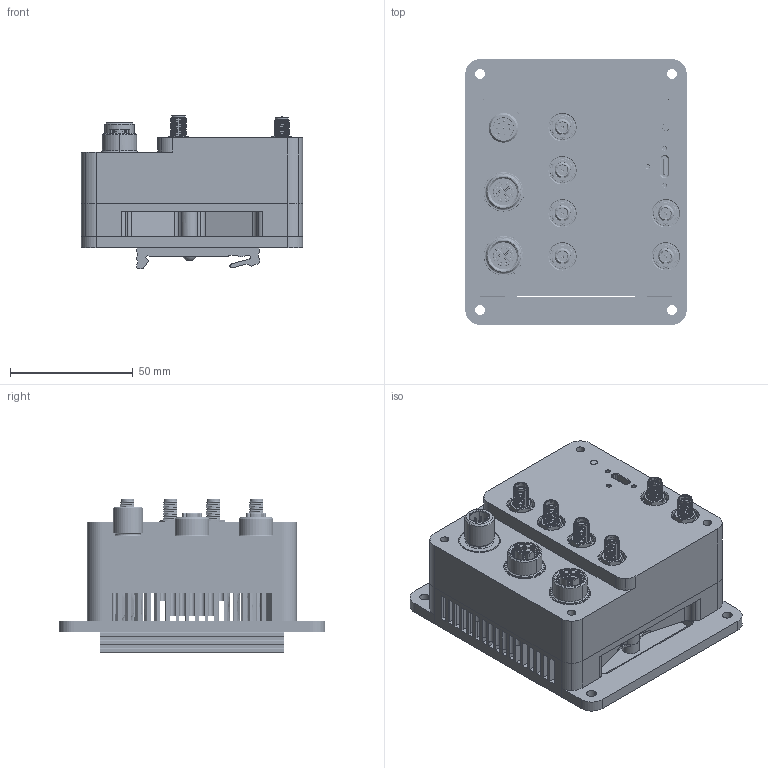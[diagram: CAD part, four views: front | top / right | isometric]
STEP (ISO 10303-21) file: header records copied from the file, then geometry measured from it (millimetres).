
FILE_DESCRIPTION(('STEP AP214'),'1');
FILE_NAME('Simplified Model r3.0.stp','2025-06-03T19:51:06',(' '),(' '),'Spatial InterOp 3D',' ',' ');
FILE_SCHEMA(('AUTOMOTIVE_DESIGN { 1 0 10303 214 1 1 1 1 }'));
Length unit declared in the file: millimetre
Products named in the file (12): Simplified Model r3.0; Wall Mount Heatsink; DIN Rail Mount Heatsink; Helium Simplified; SMA Cameras; SMA Cam 4; SMA Cam 3; SMA Cam 2; SMA Cam 1; SMA Wireless; WiFi Antenna 1; WiFi Antenna 2
Assembly tree (11 placements, depth 3):
  Simplified Model r3.0
    Wall Mount Heatsink
    DIN Rail Mount Heatsink
    Helium Simplified
    SMA Cameras
      SMA Cam 4
      SMA Cam 3
      SMA Cam 2
      SMA Cam 1
    SMA Wireless
      WiFi Antenna 1
      WiFi Antenna 2
Bounding box: 90 x 108 x 62.5 mm (x, y, z)
Volume: 321325.5 mm3; surface area: 138785 mm2
Topology: 9 solids, 53 shells, 4537 faces, 12690 edges, 8216 vertices
Faces by surface type: cylinder 1879, plane 1750, cone 306, torus 268, bspline 262, extrusion 50, sphere 22
Entity records: 340195 total; most frequent: CARTESIAN_POINT 212830, ORIENTED_EDGE 25276, DIRECTION 22553, EDGE_CURVE 12638, VERTEX_POINT 8216, AXIS2_PLACEMENT_3D 8093, VECTOR 6367, LINE 6317
